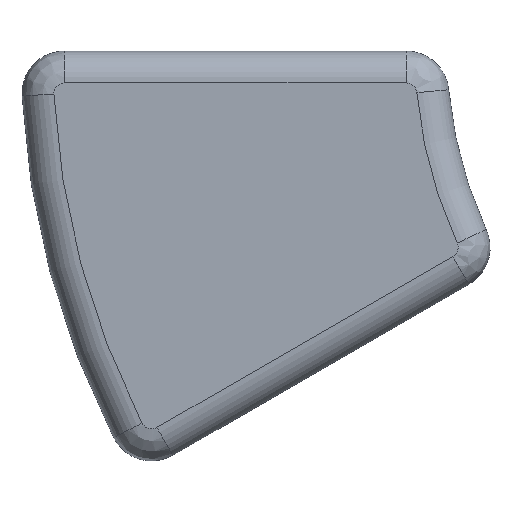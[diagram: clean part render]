
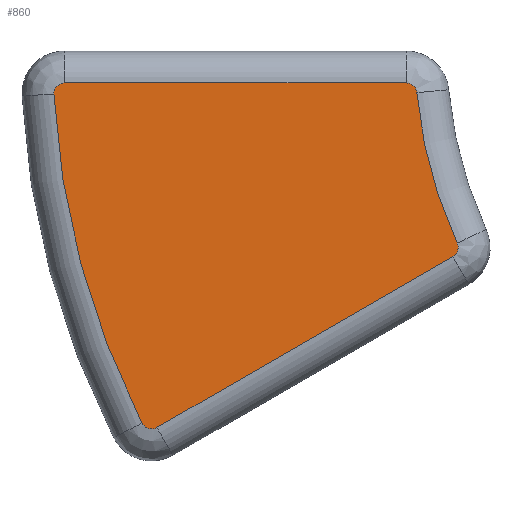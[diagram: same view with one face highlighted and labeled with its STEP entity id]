
A CAD part, top view. The second image highlights one B-rep face of the part: STEP entity #860.
In plain terms, the highlighted planar face has unit normal (0, 0, 1).
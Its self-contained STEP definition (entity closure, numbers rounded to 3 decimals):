
#33=PLANE('',#989);
#73=CIRCLE('',#959,1.);
#78=CIRCLE('',#965,43.);
#81=CIRCLE('',#968,1.);
#85=CIRCLE('',#973,1.);
#88=CIRCLE('',#977,77.);
#91=CIRCLE('',#980,1.);
#149=FACE_OUTER_BOUND('',#204,.T.);
#204=EDGE_LOOP('',(#722,#723,#724,#725,#726,#727,#728,#729));
#270=LINE('',#1705,#316);
#271=LINE('',#1753,#317);
#316=VECTOR('',#1161,10.);
#317=VECTOR('',#1184,10.);
#388=VERTEX_POINT('',#1673);
#389=VERTEX_POINT('',#1675);
#391=VERTEX_POINT('',#1681);
#393=VERTEX_POINT('',#1695);
#395=VERTEX_POINT('',#1701);
#397=VERTEX_POINT('',#1721);
#399=VERTEX_POINT('',#1727);
#401=VERTEX_POINT('',#1747);
#494=EDGE_CURVE('',#388,#389,#73,.T.);
#499=EDGE_CURVE('',#389,#391,#78,.T.);
#502=EDGE_CURVE('',#391,#393,#81,.T.);
#505=EDGE_CURVE('',#393,#395,#270,.T.);
#508=EDGE_CURVE('',#395,#397,#85,.T.);
#511=EDGE_CURVE('',#397,#399,#88,.T.);
#514=EDGE_CURVE('',#399,#401,#91,.T.);
#515=EDGE_CURVE('',#401,#388,#271,.T.);
#722=ORIENTED_EDGE('',*,*,#494,.F.);
#723=ORIENTED_EDGE('',*,*,#515,.F.);
#724=ORIENTED_EDGE('',*,*,#514,.F.);
#725=ORIENTED_EDGE('',*,*,#511,.F.);
#726=ORIENTED_EDGE('',*,*,#508,.F.);
#727=ORIENTED_EDGE('',*,*,#505,.F.);
#728=ORIENTED_EDGE('',*,*,#502,.F.);
#729=ORIENTED_EDGE('',*,*,#499,.F.);
#860=ADVANCED_FACE('',(#149),#33,.T.);
#959=AXIS2_PLACEMENT_3D('',#1676,#1136,#1137);
#965=AXIS2_PLACEMENT_3D('',#1685,#1148,#1149);
#968=AXIS2_PLACEMENT_3D('',#1699,#1154,#1155);
#973=AXIS2_PLACEMENT_3D('',#1725,#1166,#1167);
#977=AXIS2_PLACEMENT_3D('',#1731,#1174,#1175);
#980=AXIS2_PLACEMENT_3D('',#1751,#1180,#1181);
#989=AXIS2_PLACEMENT_3D('',#1773,#1206,#1207);
#1136=DIRECTION('center_axis',(0.,0.,-1.));
#1137=DIRECTION('ref_axis',(0.674,0.739,0.));
#1148=DIRECTION('center_axis',(0.,0.,1.));
#1149=DIRECTION('ref_axis',(-0.966,-0.259,0.));
#1154=DIRECTION('center_axis',(0.,0.,-1.));
#1155=DIRECTION('ref_axis',(0.953,-0.303,0.));
#1161=DIRECTION('',(-0.866,-0.5,0.));
#1166=DIRECTION('center_axis',(0.,0.,-1.));
#1167=DIRECTION('ref_axis',(-0.284,-0.959,0.));
#1174=DIRECTION('center_axis',(0.,0.,-1.));
#1175=DIRECTION('ref_axis',(-0.966,-0.259,0.));
#1180=DIRECTION('center_axis',(0.,0.,-1.));
#1181=DIRECTION('ref_axis',(-0.725,0.688,0.));
#1184=DIRECTION('',(1.,0.,0.));
#1206=DIRECTION('center_axis',(0.,0.,1.));
#1207=DIRECTION('ref_axis',(1.,0.,0.));
#1673=CARTESIAN_POINT('',(-43.818,-3.,4.));
#1675=CARTESIAN_POINT('',(-42.822,-3.909,4.));
#1676=CARTESIAN_POINT('Origin',(-43.818,-4.,4.));
#1681=CARTESIAN_POINT('',(-39.039,-18.026,4.));
#1685=CARTESIAN_POINT('Origin',(0.,0.,4.));
#1695=CARTESIAN_POINT('',(-39.447,-19.311,4.));
#1699=CARTESIAN_POINT('Origin',(-39.947,-18.445,4.));
#1701=CARTESIAN_POINT('',(-67.227,-35.349,4.));
#1705=CARTESIAN_POINT('',(-61.614,-32.109,4.));
#1721=CARTESIAN_POINT('',(-68.618,-34.937,4.));
#1725=CARTESIAN_POINT('Origin',(-67.727,-34.483,4.));
#1727=CARTESIAN_POINT('',(-76.893,-4.053,4.));
#1731=CARTESIAN_POINT('Origin',(0.,0.,4.));
#1747=CARTESIAN_POINT('',(-75.895,-3.,4.));
#1751=CARTESIAN_POINT('Origin',(-75.895,-4.,4.));
#1753=CARTESIAN_POINT('',(-49.414,-3.,4.));
#1773=CARTESIAN_POINT('Origin',(-58.828,-15.763,4.));
